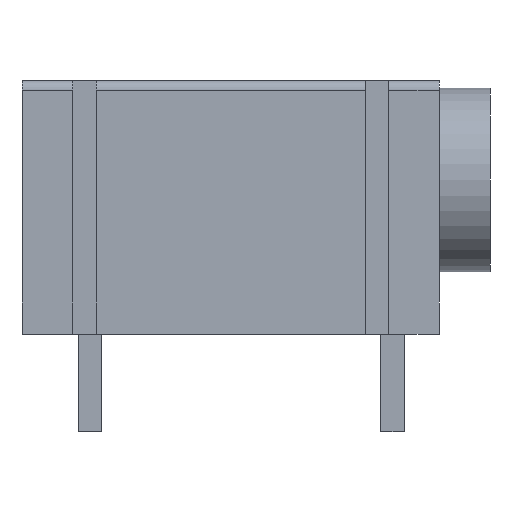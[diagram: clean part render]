
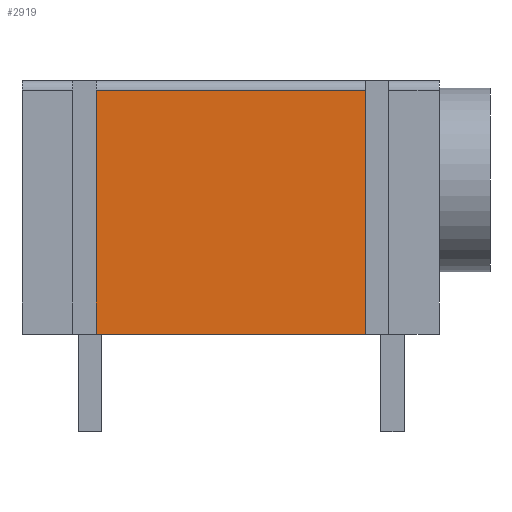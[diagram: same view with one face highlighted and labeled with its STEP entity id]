
A CAD part, front view. The second image highlights one B-rep face of the part: STEP entity #2919.
In plain terms, the highlighted planar face has unit normal (0, -1, 0).
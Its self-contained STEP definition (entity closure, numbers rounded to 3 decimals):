
#303 = EDGE_LOOP ( 'NONE', ( #3112, #3749, #2404, #5635 ) ) ;
#659 = FACE_OUTER_BOUND ( 'NONE', #303, .T. ) ;
#1809 = CARTESIAN_POINT ( 'NONE',  ( -10.7, -5.05, 0. ) ) ;
#1968 = EDGE_CURVE ( 'NONE', #11149, #5311, #9775, .T. ) ;
#2404 = ORIENTED_EDGE ( 'NONE', *, *, #3251, .T. ) ;
#2744 = PLANE ( 'NONE',  #6790 ) ;
#2780 = DIRECTION ( 'NONE',  ( -1., 0., 0. ) ) ;
#2919 = ADVANCED_FACE ( 'NONE', ( #659 ), #2744, .F. ) ;
#3071 = VERTEX_POINT ( 'NONE', #11745 ) ;
#3112 = ORIENTED_EDGE ( 'NONE', *, *, #1968, .F. ) ;
#3192 = LINE ( 'NONE', #12273, #6524 ) ;
#3251 = EDGE_CURVE ( 'NONE', #7075, #3071, #3192, .T. ) ;
#3644 = LINE ( 'NONE', #7750, #7658 ) ;
#3749 = ORIENTED_EDGE ( 'NONE', *, *, #5858, .T. ) ;
#4382 = CARTESIAN_POINT ( 'NONE',  ( 6.9, -5.05, 0. ) ) ;
#5311 = VERTEX_POINT ( 'NONE', #11071 ) ;
#5376 = CARTESIAN_POINT ( 'NONE',  ( -10.7, -5.05, 13. ) ) ;
#5635 = ORIENTED_EDGE ( 'NONE', *, *, #9913, .T. ) ;
#5858 = EDGE_CURVE ( 'NONE', #11149, #7075, #11088, .T. ) ;
#6524 = VECTOR ( 'NONE', #10328, 1000. ) ;
#6703 = CARTESIAN_POINT ( 'NONE',  ( -6.9, -5.05, 0. ) ) ;
#6790 = AXIS2_PLACEMENT_3D ( 'NONE', #5376, #8309, #7292 ) ;
#7075 = VERTEX_POINT ( 'NONE', #4382 ) ;
#7292 = DIRECTION ( 'NONE',  ( 0., 0., 1. ) ) ;
#7606 = DIRECTION ( 'NONE',  ( 0., 0., 1. ) ) ;
#7658 = VECTOR ( 'NONE', #2780, 1000. ) ;
#7750 = CARTESIAN_POINT ( 'NONE',  ( -10.7, -5.05, 12.5 ) ) ;
#8309 = DIRECTION ( 'NONE',  ( 0., 1., 0. ) ) ;
#8833 = VECTOR ( 'NONE', #9050, 1000. ) ;
#9050 = DIRECTION ( 'NONE',  ( 1., 0., 0. ) ) ;
#9367 = VECTOR ( 'NONE', #7606, 1000. ) ;
#9775 = LINE ( 'NONE', #10658, #9367 ) ;
#9913 = EDGE_CURVE ( 'NONE', #3071, #5311, #3644, .T. ) ;
#10328 = DIRECTION ( 'NONE',  ( 0., 0., 1. ) ) ;
#10658 = CARTESIAN_POINT ( 'NONE',  ( -6.9, -5.05, 13. ) ) ;
#11071 = CARTESIAN_POINT ( 'NONE',  ( -6.9, -5.05, 12.5 ) ) ;
#11088 = LINE ( 'NONE', #1809, #8833 ) ;
#11149 = VERTEX_POINT ( 'NONE', #6703 ) ;
#11745 = CARTESIAN_POINT ( 'NONE',  ( 6.9, -5.05, 12.5 ) ) ;
#12273 = CARTESIAN_POINT ( 'NONE',  ( 6.9, -5.05, 13. ) ) ;
